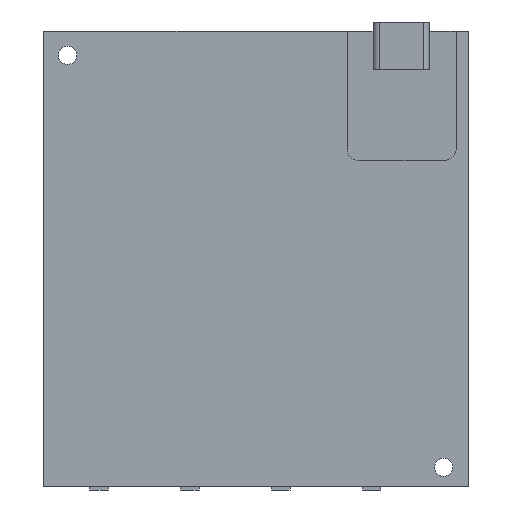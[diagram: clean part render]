
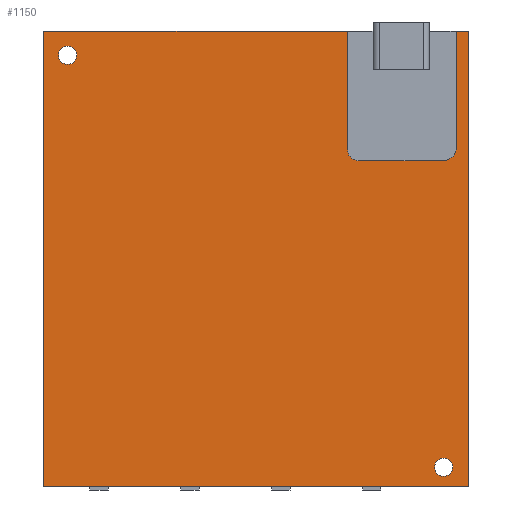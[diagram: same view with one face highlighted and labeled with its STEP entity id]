
A CAD part, front view. The second image highlights one B-rep face of the part: STEP entity #1150.
In plain terms, the highlighted planar face has unit normal (0, -1, 0).
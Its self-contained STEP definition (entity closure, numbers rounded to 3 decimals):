
#15=FACE_BOUND('',#165,.T.);
#16=FACE_BOUND('',#166,.T.);
#38=PLANE('',#1240);
#100=FACE_OUTER_BOUND('',#164,.T.);
#164=EDGE_LOOP('',(#895,#896,#897,#898,#899,#900,#901,#902,#903,#904));
#165=EDGE_LOOP('',(#905));
#166=EDGE_LOOP('',(#906));
#246=LINE('',#1665,#392);
#250=LINE('',#1673,#396);
#253=LINE('',#1679,#399);
#256=LINE('',#1685,#402);
#260=LINE('',#1697,#406);
#263=LINE('',#1707,#409);
#264=LINE('',#1709,#410);
#265=LINE('',#1710,#411);
#392=VECTOR('',#1354,10.);
#396=VECTOR('',#1358,10.);
#399=VECTOR('',#1363,10.);
#402=VECTOR('',#1368,10.);
#406=VECTOR('',#1380,10.);
#409=VECTOR('',#1393,10.);
#410=VECTOR('',#1394,10.);
#411=VECTOR('',#1395,10.);
#523=CIRCLE('',#1233,2.118);
#525=CIRCLE('',#1237,1.828);
#527=CIRCLE('',#1241,1.5);
#528=CIRCLE('',#1242,1.5);
#552=VERTEX_POINT('',#1662);
#553=VERTEX_POINT('',#1664);
#556=VERTEX_POINT('',#1670);
#557=VERTEX_POINT('',#1672);
#559=VERTEX_POINT('',#1678);
#561=VERTEX_POINT('',#1684);
#563=VERTEX_POINT('',#1690);
#565=VERTEX_POINT('',#1696);
#567=VERTEX_POINT('',#1706);
#568=VERTEX_POINT('',#1708);
#569=VERTEX_POINT('',#1711);
#570=VERTEX_POINT('',#1713);
#670=EDGE_CURVE('',#553,#552,#246,.T.);
#674=EDGE_CURVE('',#557,#556,#250,.T.);
#677=EDGE_CURVE('',#559,#557,#253,.T.);
#680=EDGE_CURVE('',#552,#561,#256,.T.);
#683=EDGE_CURVE('',#561,#563,#523,.T.);
#686=EDGE_CURVE('',#563,#565,#260,.T.);
#689=EDGE_CURVE('',#565,#559,#525,.T.);
#691=EDGE_CURVE('',#556,#567,#263,.T.);
#692=EDGE_CURVE('',#567,#568,#264,.T.);
#693=EDGE_CURVE('',#568,#553,#265,.T.);
#694=EDGE_CURVE('',#569,#569,#527,.T.);
#695=EDGE_CURVE('',#570,#570,#528,.T.);
#895=ORIENTED_EDGE('',*,*,#680,.T.);
#896=ORIENTED_EDGE('',*,*,#683,.T.);
#897=ORIENTED_EDGE('',*,*,#686,.T.);
#898=ORIENTED_EDGE('',*,*,#689,.T.);
#899=ORIENTED_EDGE('',*,*,#677,.T.);
#900=ORIENTED_EDGE('',*,*,#674,.T.);
#901=ORIENTED_EDGE('',*,*,#691,.T.);
#902=ORIENTED_EDGE('',*,*,#692,.T.);
#903=ORIENTED_EDGE('',*,*,#693,.T.);
#904=ORIENTED_EDGE('',*,*,#670,.T.);
#905=ORIENTED_EDGE('',*,*,#694,.F.);
#906=ORIENTED_EDGE('',*,*,#695,.F.);
#1150=ADVANCED_FACE('',(#100,#15,#16),#38,.F.);
#1233=AXIS2_PLACEMENT_3D('',#1691,#1373,#1374);
#1237=AXIS2_PLACEMENT_3D('',#1702,#1385,#1386);
#1240=AXIS2_PLACEMENT_3D('',#1705,#1391,#1392);
#1241=AXIS2_PLACEMENT_3D('',#1712,#1396,#1397);
#1242=AXIS2_PLACEMENT_3D('',#1714,#1398,#1399);
#1354=DIRECTION('',(-1.,0.,0.));
#1358=DIRECTION('',(-1.,0.,0.));
#1363=DIRECTION('',(0.,0.,1.));
#1368=DIRECTION('',(0.,0.,-1.));
#1373=DIRECTION('center_axis',(0.,1.,0.));
#1374=DIRECTION('ref_axis',(0.,0.,-1.));
#1380=DIRECTION('',(-1.,0.,0.));
#1385=DIRECTION('center_axis',(0.,1.,0.));
#1386=DIRECTION('ref_axis',(-1.,0.,0.));
#1391=DIRECTION('center_axis',(0.,1.,0.));
#1392=DIRECTION('ref_axis',(1.,0.,0.));
#1393=DIRECTION('',(0.,0.,-1.));
#1394=DIRECTION('',(1.,0.,0.));
#1395=DIRECTION('',(0.,0.,1.));
#1396=DIRECTION('center_axis',(0.,-1.,0.));
#1397=DIRECTION('ref_axis',(1.,0.,0.));
#1398=DIRECTION('center_axis',(0.,-1.,0.));
#1399=DIRECTION('ref_axis',(1.,0.,0.));
#1662=CARTESIAN_POINT('',(33.,7.1,37.516));
#1664=CARTESIAN_POINT('',(35.005,7.1,37.516));
#1665=CARTESIAN_POINT('',(35.005,7.1,37.516));
#1670=CARTESIAN_POINT('',(-34.995,7.1,37.516));
#1672=CARTESIAN_POINT('',(15.082,7.1,37.516));
#1673=CARTESIAN_POINT('',(35.005,7.1,37.516));
#1678=CARTESIAN_POINT('',(15.082,7.1,17.988));
#1679=CARTESIAN_POINT('',(15.082,7.1,18.766));
#1684=CARTESIAN_POINT('',(33.,7.1,18.278));
#1685=CARTESIAN_POINT('',(33.,7.1,9.147));
#1690=CARTESIAN_POINT('',(30.882,7.1,16.16));
#1691=CARTESIAN_POINT('Origin',(30.882,7.1,18.278));
#1696=CARTESIAN_POINT('',(16.91,7.1,16.16));
#1697=CARTESIAN_POINT('',(8.457,7.1,16.16));
#1702=CARTESIAN_POINT('Origin',(16.91,7.1,17.988));
#1705=CARTESIAN_POINT('Origin',(0.005,7.1,0.016));
#1706=CARTESIAN_POINT('',(-34.995,7.1,-37.484));
#1707=CARTESIAN_POINT('',(-34.995,7.1,37.516));
#1708=CARTESIAN_POINT('',(35.005,7.1,-37.484));
#1709=CARTESIAN_POINT('',(-34.995,7.1,-37.484));
#1710=CARTESIAN_POINT('',(35.005,7.1,-37.484));
#1711=CARTESIAN_POINT('',(-32.552,7.1,33.5));
#1712=CARTESIAN_POINT('Origin',(-31.052,7.1,33.5));
#1713=CARTESIAN_POINT('',(29.417,7.1,-34.381));
#1714=CARTESIAN_POINT('Origin',(30.917,7.1,-34.381));
